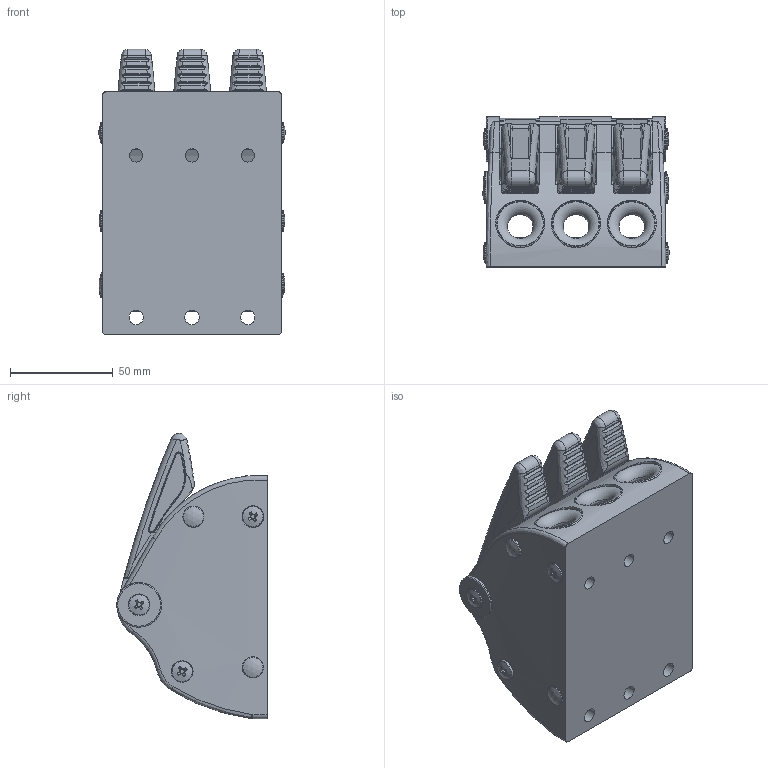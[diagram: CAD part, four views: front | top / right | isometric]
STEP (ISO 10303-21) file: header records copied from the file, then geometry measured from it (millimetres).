
FILE_DESCRIPTION(/* description */ (''),/* implementation_level */ '2;1');
FILE_NAME(/* name */ '543.130.stp',/* time_stamp */ '2023-05-17T15:56:52+02:00',/* author */ ('lucade'),/* organization */ (''),/* preprocessor_version */ 'ST-DEVELOPER v19.2',/* originating_system */ 'Autodesk Inventor 2023',/* authorisation */ '');
FILE_SCHEMA (('AUTOMOTIVE_DESIGN { 1 0 10303 214 3 1 1 }'));
Length unit declared in the file: millimetre
Products named in the file (1): 19102903
Bounding box: 91 x 73.4 x 139.12 mm (x, y, z)
Volume: 376948.9 mm3; surface area: 114159.6 mm2
Topology: 4 solids, 24 shells, 1425 faces, 3739 edges, 2370 vertices
Faces by surface type: cylinder 479, plane 440, torus 237, bspline 159, sphere 58, cone 52
Full cylindrical faces by diameter (mm): 4.8 x9, 4.85 x4, 5.1 x6, 5.2 x2, 5.5 x3, 6.5 x3, 7 x3, 8 x15, 8.2 x6, 10 x6, 10.2 x6, 10.3 x4, 11.2 x2, 11.5 x6, 21.8 x2, 24 x3
Entity records: 53633 total; most frequent: CARTESIAN_POINT 18954, ORIENTED_EDGE 7460, DIRECTION 7248, EDGE_CURVE 3730, AXIS2_PLACEMENT_3D 3012, VERTEX_POINT 2370, EDGE_LOOP 1534, CIRCLE 1525
